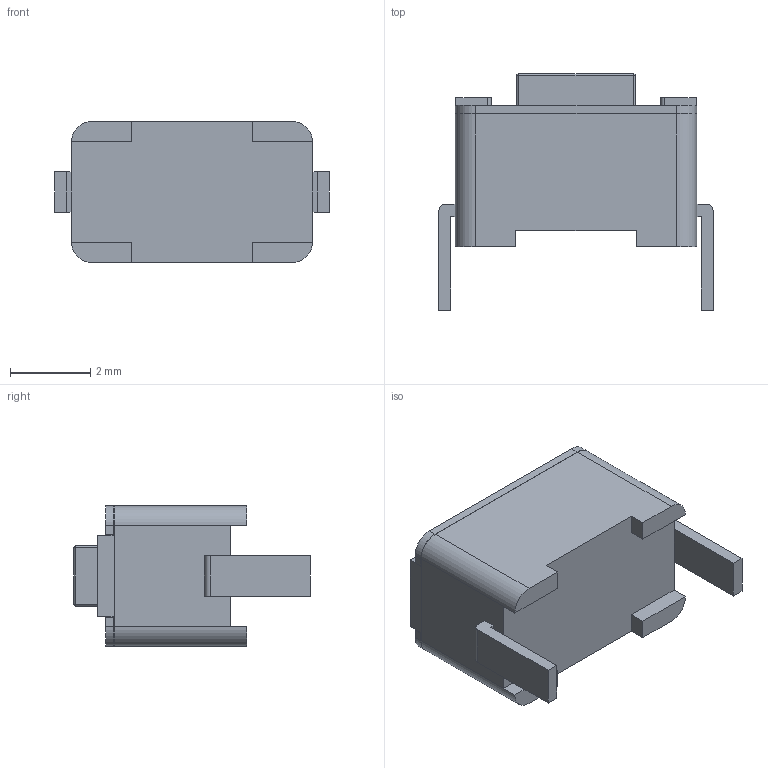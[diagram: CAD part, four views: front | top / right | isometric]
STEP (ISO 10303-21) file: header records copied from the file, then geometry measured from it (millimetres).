
FILE_DESCRIPTION (( 'STEP AP214' ), '1' );
FILE_NAME ('TL1107AF130BQ.STEP', '2024-06-11T06:12:46', ( '' ), ( '' ), 'SwSTEP 2.0', 'SolidWorks 2019', '' );
FILE_SCHEMA (( 'AUTOMOTIVE_DESIGN' ));
Length unit declared in the file: millimetre
Products named in the file (1): TL1107AF130BQ
Bounding box: 6.82 x 5.88 x 3.5 mm (x, y, z)
Volume: 71 mm3; surface area: 172.6 mm2
Topology: 7 solids, 7 shells, 104 faces, 258 edges, 164 vertices
Faces by surface type: plane 70, cylinder 30, sphere 4
Entity records: 4266 total; most frequent: DIRECTION 524, CARTESIAN_POINT 523, ORIENTED_EDGE 508, EDGE_CURVE 254, VECTOR 194, LINE 194, AXIS2_PLACEMENT_3D 165, VERTEX_POINT 164
